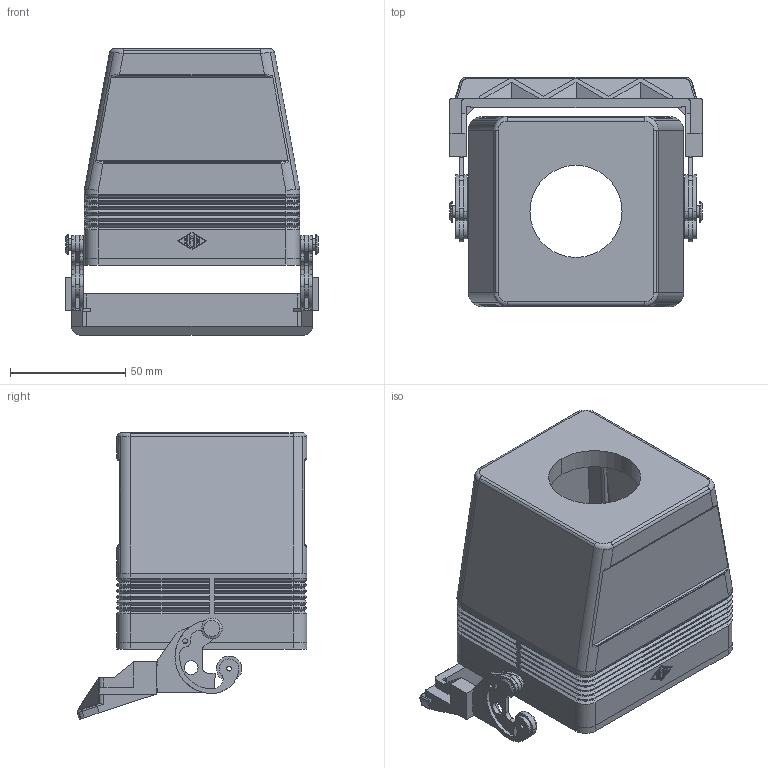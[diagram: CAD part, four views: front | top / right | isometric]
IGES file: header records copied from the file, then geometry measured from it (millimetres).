
Global section: file name: No Iges File Name specified; native system: AutoDesk Inventor R6.1; preprocessor: AutoDesk Inventor Iges Exporter R6.1; author: No Author specified; organization: No Organization specified; date: 20061220.172555; units: millimetre
Bounding box: 109.5 x 99.73 x 124.48 mm (x, y, z)
Volume: 175837.1 mm3; surface area: 86783.7 mm2
Topology: 5 solids, 5 shells, 756 faces, 1875 edges, 1150 vertices
Faces by surface type: plane 273, bspline 209, cylinder 148, revolution 70, cone 50, torus 6
